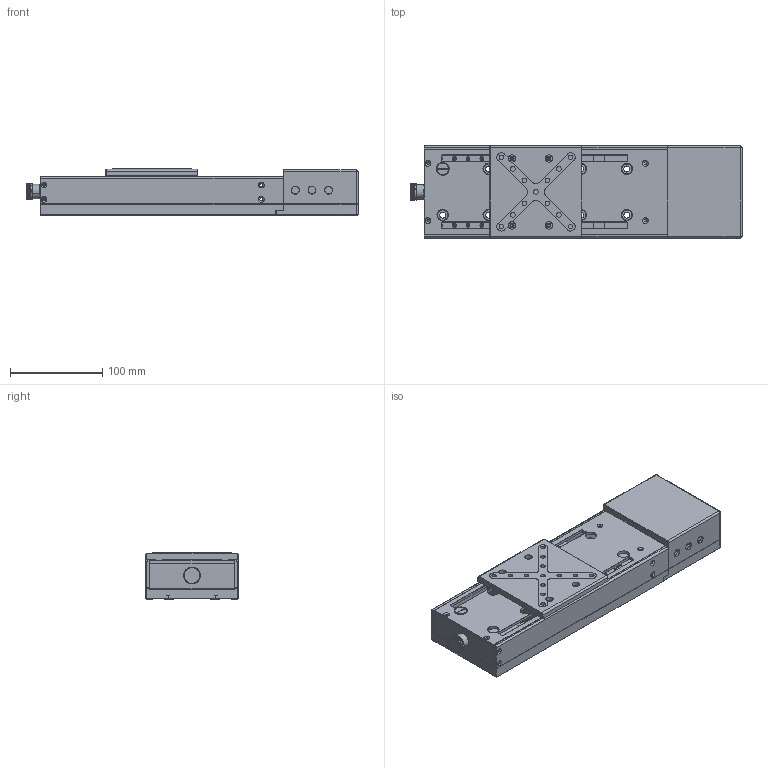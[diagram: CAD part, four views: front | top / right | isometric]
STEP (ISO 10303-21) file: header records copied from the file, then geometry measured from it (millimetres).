
FILE_DESCRIPTION (( 'STEP AP203' ), '1' );
FILE_NAME ('528658.STEP', '2024-09-21T08:15:48', ( '' ), ( '' ), 'SwSTEP 2.0', 'SolidWorks 2020', '' );
FILE_SCHEMA (( 'CONFIG_CONTROL_DESIGN' ));
Length unit declared in the file: millimetre
Products named in the file (1): 528658
Bounding box: 360.5 x 100 x 50 mm (x, y, z)
Volume: 945926.8 mm3; surface area: 325786.7 mm2
Topology: 47 solids, 47 shells, 2408 faces, 5980 edges, 3673 vertices
Faces by surface type: plane 1230, cylinder 816, cone 357, bspline 3, sphere 2
Entity records: 72933 total; most frequent: CARTESIAN_POINT 15090, DIRECTION 12278, ORIENTED_EDGE 11688, EDGE_CURVE 5844, AXIS2_PLACEMENT_3D 4323, VERTEX_POINT 3673, LINE 3632, VECTOR 3632
